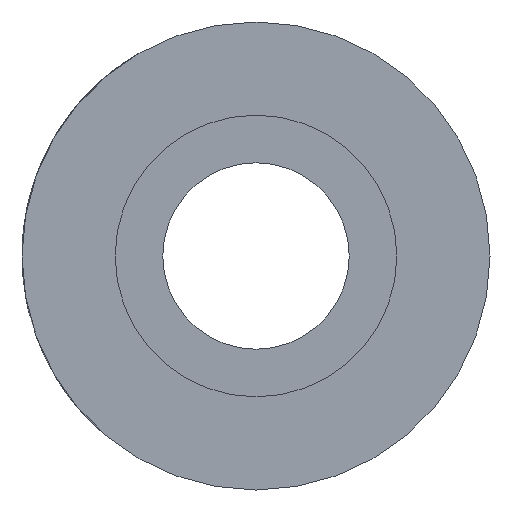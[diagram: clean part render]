
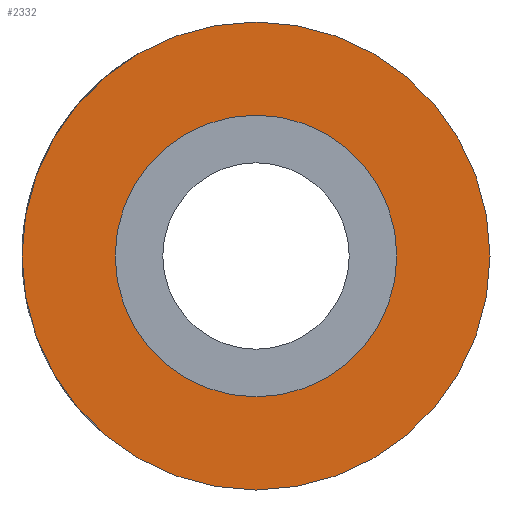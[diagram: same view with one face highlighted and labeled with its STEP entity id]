
A CAD part, left-side view. The second image highlights one B-rep face of the part: STEP entity #2332.
In plain terms, the highlighted planar face has unit normal (-1, 0, 0).
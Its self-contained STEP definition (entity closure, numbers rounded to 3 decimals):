
#79 = VERTEX_POINT ( 'NONE', #5534 ) ;
#283 = AXIS2_PLACEMENT_3D ( 'NONE', #3177, #497, #6259 ) ;
#304 = CIRCLE ( 'NONE', #1643, 6.8 ) ;
#448 = ORIENTED_EDGE ( 'NONE', *, *, #8108, .F. ) ;
#497 = DIRECTION ( 'NONE',  ( -1., 0., 0. ) ) ;
#1091 = CARTESIAN_POINT ( 'NONE',  ( 0., 0., 0. ) ) ;
#1098 = EDGE_CURVE ( 'NONE', #2192, #3212, #3888, .T. ) ;
#1430 = CARTESIAN_POINT ( 'NONE',  ( 0., 0., 0. ) ) ;
#1643 = AXIS2_PLACEMENT_3D ( 'NONE', #2098, #6652, #7956 ) ;
#1840 = EDGE_LOOP ( 'NONE', ( #448, #3930 ) ) ;
#2098 = CARTESIAN_POINT ( 'NONE',  ( 0., 0., 0. ) ) ;
#2192 = VERTEX_POINT ( 'NONE', #8187 ) ;
#2214 = CARTESIAN_POINT ( 'NONE',  ( 0., 0., 0. ) ) ;
#2332 = ADVANCED_FACE ( 'NONE', ( #6230, #8208 ), #5565, .F. ) ;
#2426 = AXIS2_PLACEMENT_3D ( 'NONE', #1430, #2692, #6526 ) ;
#2530 = EDGE_CURVE ( 'NONE', #3212, #2192, #4688, .T. ) ;
#2584 = ORIENTED_EDGE ( 'NONE', *, *, #2530, .T. ) ;
#2692 = DIRECTION ( 'NONE',  ( -1., 0., 0. ) ) ;
#2862 = VERTEX_POINT ( 'NONE', #5931 ) ;
#3177 = CARTESIAN_POINT ( 'NONE',  ( 0., 0., 0. ) ) ;
#3212 = VERTEX_POINT ( 'NONE', #6679 ) ;
#3641 = DIRECTION ( 'NONE',  ( 1., 0., 0. ) ) ;
#3724 = DIRECTION ( 'NONE',  ( 0., 0., -1. ) ) ;
#3888 = CIRCLE ( 'NONE', #283, 11.3 ) ;
#3930 = ORIENTED_EDGE ( 'NONE', *, *, #4996, .F. ) ;
#4014 = DIRECTION ( 'NONE',  ( 0., 0., 1. ) ) ;
#4410 = EDGE_LOOP ( 'NONE', ( #6890, #2584 ) ) ;
#4426 = AXIS2_PLACEMENT_3D ( 'NONE', #2214, #6521, #4014 ) ;
#4688 = CIRCLE ( 'NONE', #4426, 11.3 ) ;
#4996 = EDGE_CURVE ( 'NONE', #79, #2862, #5363, .T. ) ;
#5355 = AXIS2_PLACEMENT_3D ( 'NONE', #1091, #3641, #3724 ) ;
#5363 = CIRCLE ( 'NONE', #2426, 6.8 ) ;
#5534 = CARTESIAN_POINT ( 'NONE',  ( 0., 0., -6.8 ) ) ;
#5565 = PLANE ( 'NONE',  #5355 ) ;
#5931 = CARTESIAN_POINT ( 'NONE',  ( 0., 0., 6.8 ) ) ;
#6230 = FACE_BOUND ( 'NONE', #1840, .T. ) ;
#6259 = DIRECTION ( 'NONE',  ( 0., 0., 1. ) ) ;
#6521 = DIRECTION ( 'NONE',  ( -1., 0., 0. ) ) ;
#6526 = DIRECTION ( 'NONE',  ( 0., 0., 1. ) ) ;
#6652 = DIRECTION ( 'NONE',  ( -1., 0., 0. ) ) ;
#6679 = CARTESIAN_POINT ( 'NONE',  ( 0., 0., -11.3 ) ) ;
#6890 = ORIENTED_EDGE ( 'NONE', *, *, #1098, .T. ) ;
#7956 = DIRECTION ( 'NONE',  ( 0., 0., 1. ) ) ;
#8108 = EDGE_CURVE ( 'NONE', #2862, #79, #304, .T. ) ;
#8187 = CARTESIAN_POINT ( 'NONE',  ( 0., 0., 11.3 ) ) ;
#8208 = FACE_OUTER_BOUND ( 'NONE', #4410, .T. ) ;
